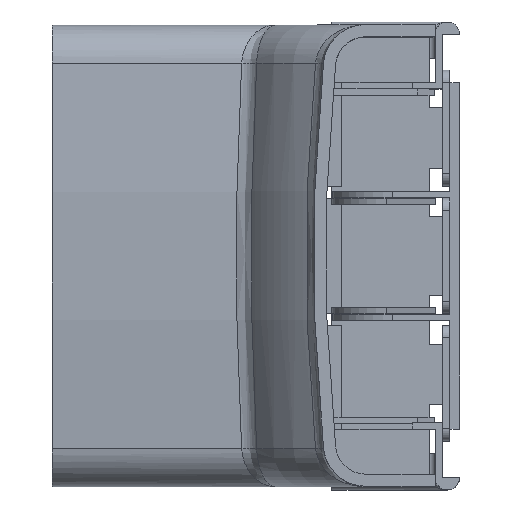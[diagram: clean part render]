
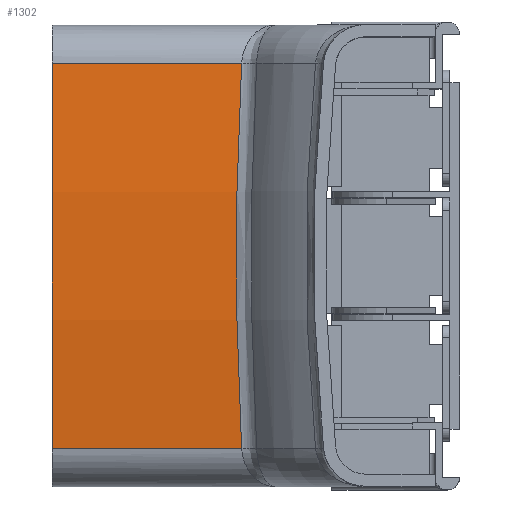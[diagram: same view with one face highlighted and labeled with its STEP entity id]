
A CAD part, top view. The second image highlights one B-rep face of the part: STEP entity #1302.
In plain terms, the highlighted cylindrical face has radius 313.205 mm (diameter 626.409 mm), a partial arc.
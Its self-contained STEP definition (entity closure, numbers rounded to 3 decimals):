
#76 = FACE_OUTER_BOUND ( 'NONE', #1274, .T. ) ;
#333 = CARTESIAN_POINT ( 'NONE',  ( -35.871, -62.214, 19.59 ) ) ;
#437 = DIRECTION ( 'NONE',  ( 1., 0., 0. ) ) ;
#488 = EDGE_CURVE ( 'NONE', #6085, #5426, #6826, .T. ) ;
#547 = AXIS2_PLACEMENT_3D ( 'NONE', #4861, #6665, #7253 ) ;
#737 = LINE ( 'NONE', #3599, #3896 ) ;
#1015 = CARTESIAN_POINT ( 'NONE',  ( -36.726, -41.106, 21.2 ) ) ;
#1274 = EDGE_LOOP ( 'NONE', ( #5870, #2887, #6558, #3165 ) ) ;
#1302 = ADVANCED_FACE ( 'NONE', ( #76 ), #4903, .T. ) ;
#1607 = CARTESIAN_POINT ( 'NONE',  ( -35.871, -62.214, 19.59 ) ) ;
#1643 = CARTESIAN_POINT ( 'NONE',  ( -36.448, -9.323, 20.663 ) ) ;
#2377 = DIRECTION ( 'NONE',  ( -1., 0., 0. ) ) ;
#2753 = AXIS2_PLACEMENT_3D ( 'NONE', #2977, #437, #4838 ) ;
#2887 = ORIENTED_EDGE ( 'NONE', *, *, #7272, .T. ) ;
#2977 = CARTESIAN_POINT ( 'NONE',  ( -67., -30.5, -292.005 ) ) ;
#3165 = ORIENTED_EDGE ( 'NONE', *, *, #488, .T. ) ;
#3599 = CARTESIAN_POINT ( 'NONE',  ( 499996., -62.214, 19.59 ) ) ;
#3896 = VECTOR ( 'NONE', #2377, 1000. ) ;
#3911 = CARTESIAN_POINT ( 'NONE',  ( -67., 1.214, 19.59 ) ) ;
#4106 = CARTESIAN_POINT ( 'NONE',  ( -36.448, -51.677, 20.663 ) ) ;
#4136 = EDGE_CURVE ( 'NONE', #6261, #5426, #737, .T. ) ;
#4693 = VECTOR ( 'NONE', #7247, 1000. ) ;
#4838 = DIRECTION ( 'NONE',  ( 0., 1., 0. ) ) ;
#4861 = CARTESIAN_POINT ( 'NONE',  ( 499996., -30.5, -292.005 ) ) ;
#4903 = CYLINDRICAL_SURFACE ( 'NONE', #547, 313.205 ) ;
#5273 = EDGE_CURVE ( 'NONE', #6368, #6085, #6318, .T. ) ;
#5391 = CARTESIAN_POINT ( 'NONE',  ( -36.726, -19.894, 21.2 ) ) ;
#5406 = CARTESIAN_POINT ( 'NONE',  ( 499996., 1.214, 19.59 ) ) ;
#5426 = VERTEX_POINT ( 'NONE', #7427 ) ;
#5870 = ORIENTED_EDGE ( 'NONE', *, *, #4136, .F. ) ;
#5997 = CARTESIAN_POINT ( 'NONE',  ( -35.871, 1.214, 19.59 ) ) ;
#6085 = VERTEX_POINT ( 'NONE', #3911 ) ;
#6261 = VERTEX_POINT ( 'NONE', #1607 ) ;
#6318 = LINE ( 'NONE', #5406, #4693 ) ;
#6368 = VERTEX_POINT ( 'NONE', #7985 ) ;
#6558 = ORIENTED_EDGE ( 'NONE', *, *, #5273, .T. ) ;
#6665 = DIRECTION ( 'NONE',  ( -1., 0., 0. ) ) ;
#6753 = B_SPLINE_CURVE_WITH_KNOTS ( 'NONE', 3,
 ( #333, #4106, #1015, #5391, #1643, #5997 ),
 .UNSPECIFIED., .F., .F.,
 ( 4, 2, 4 ),
 ( 0., 0.032, 0.064 ),
 .UNSPECIFIED. ) ;
#6826 = CIRCLE ( 'NONE', #2753, 313.205 ) ;
#7247 = DIRECTION ( 'NONE',  ( -1., 0., 0. ) ) ;
#7253 = DIRECTION ( 'NONE',  ( 0., -1., 0. ) ) ;
#7272 = EDGE_CURVE ( 'NONE', #6261, #6368, #6753, .T. ) ;
#7427 = CARTESIAN_POINT ( 'NONE',  ( -67., -62.214, 19.59 ) ) ;
#7985 = CARTESIAN_POINT ( 'NONE',  ( -35.871, 1.214, 19.59 ) ) ;
